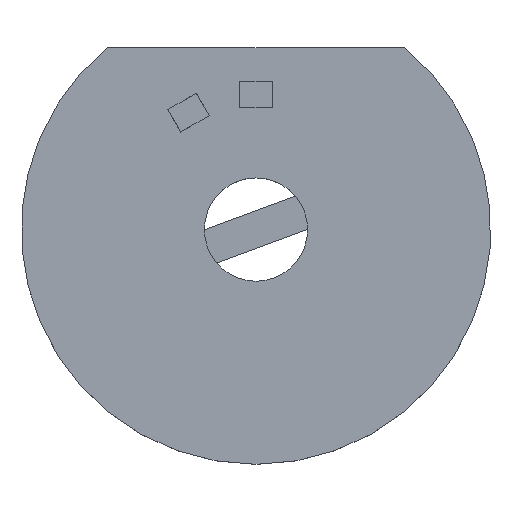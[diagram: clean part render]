
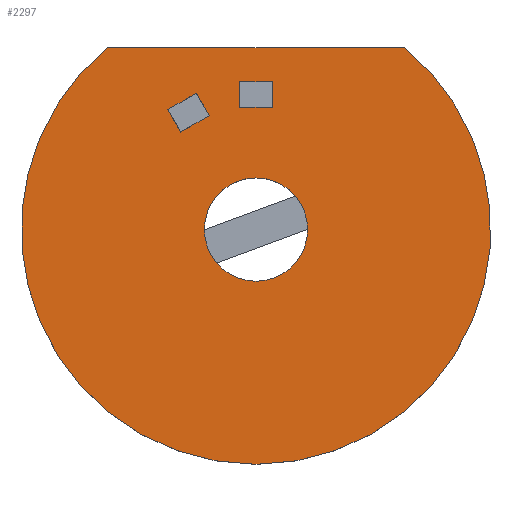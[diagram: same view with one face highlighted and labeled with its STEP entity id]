
A CAD part, top view. The second image highlights one B-rep face of the part: STEP entity #2297.
In plain terms, the highlighted planar face has unit normal (0, 0, 1).
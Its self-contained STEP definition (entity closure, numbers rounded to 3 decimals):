
#2297=ADVANCED_FACE('',(#6203,#6204),#6205,.T.);
#6203=FACE_BOUND('',#11708,.T.);
#6204=FACE_OUTER_BOUND('',#11709,.T.);
#6205=PLANE('',#11710);
#11708=EDGE_LOOP('',(#17785));
#11709=EDGE_LOOP('',(#17786,#17787,#17788,#17789));
#11710=AXIS2_PLACEMENT_3D('',#17790,#17791,#17792);
#17785=ORIENTED_EDGE('',*,*,#32677,.T.);
#17786=ORIENTED_EDGE('',*,*,#32679,.T.);
#17787=ORIENTED_EDGE('',*,*,#32680,.T.);
#17788=ORIENTED_EDGE('',*,*,#32681,.T.);
#17789=ORIENTED_EDGE('',*,*,#32682,.T.);
#17790=CARTESIAN_POINT('',(0.,-0.427,1.5));
#17791=DIRECTION('',(0.0,0.0,1.0));
#17792=DIRECTION('',(1.0,0.0,0.0));
#32677=EDGE_CURVE('',#38181,#38181,#38182,.T.);
#32679=EDGE_CURVE('',#38184,#38185,#38186,.T.);
#32680=EDGE_CURVE('',#38185,#38187,#38188,.T.);
#32681=EDGE_CURVE('',#38187,#38189,#38190,.T.);
#32682=EDGE_CURVE('',#38189,#38184,#38191,.T.);
#38181=VERTEX_POINT('',#46282);
#38182=CIRCLE('',#46283,2.2);
#38184=VERTEX_POINT('',#46285);
#38185=VERTEX_POINT('',#46286);
#38186=CIRCLE('',#46287,10.001);
#38187=VERTEX_POINT('',#46288);
#38188=CIRCLE('',#46289,10.);
#38189=VERTEX_POINT('',#46290);
#38190=CIRCLE('',#46291,10.001);
#38191=LINE('',#46292,#46293);
#46282=CARTESIAN_POINT('',(-2.2,0.,1.5));
#46283=AXIS2_PLACEMENT_3D('',#57602,#57603,#57604);
#46285=CARTESIAN_POINT('',(-6.32,7.75,1.5));
#46286=CARTESIAN_POINT('',(-6.32,-7.75,1.5));
#46287=AXIS2_PLACEMENT_3D('',#57605,#57606,#57607);
#46288=CARTESIAN_POINT('',(6.32,-7.75,1.5));
#46289=AXIS2_PLACEMENT_3D('',#57608,#57609,#57610);
#46290=CARTESIAN_POINT('',(6.32,7.75,1.5));
#46291=AXIS2_PLACEMENT_3D('',#57611,#57612,#57613);
#46292=CARTESIAN_POINT('',(0.,7.75,1.5));
#46293=VECTOR('',#57614,1.0);
#57602=CARTESIAN_POINT('',(0.0,0.0,1.5));
#57603=DIRECTION('',(0.0,0.0,-1.0));
#57604=DIRECTION('',(1.0,0.0,0.0));
#57605=CARTESIAN_POINT('',(0.001,0.0,1.5));
#57606=DIRECTION('',(0.0,0.0,1.0));
#57607=DIRECTION('',(-0.632,0.775,0.0));
#57608=CARTESIAN_POINT('',(0.0,0.0,1.5));
#57609=DIRECTION('',(0.0,0.0,1.0));
#57610=DIRECTION('',(-0.632,-0.775,0.0));
#57611=CARTESIAN_POINT('',(-0.001,0.0,1.5));
#57612=DIRECTION('',(0.0,0.0,1.0));
#57613=DIRECTION('',(0.632,-0.775,0.0));
#57614=DIRECTION('',(-1.0,0.,0.0));
